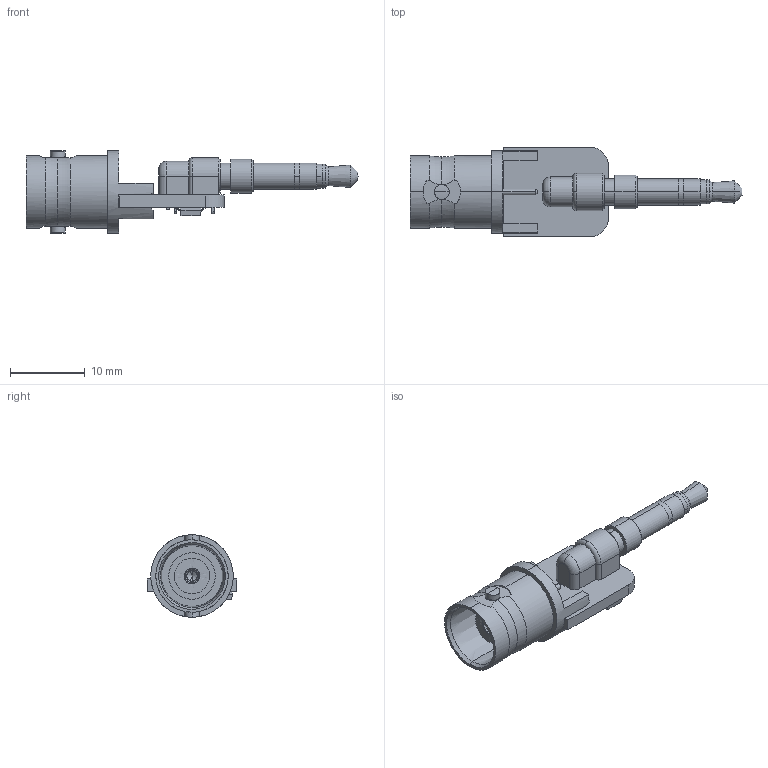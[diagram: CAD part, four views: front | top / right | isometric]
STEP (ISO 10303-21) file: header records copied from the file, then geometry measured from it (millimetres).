
FILE_DESCRIPTION(('Open CASCADE Model'),'2;1');
FILE_NAME('Open CASCADE Shape Model','2023-08-12T11:46:39',('Author'),( 'Open CASCADE'),'Open CASCADE STEP processor 7.5','Open CASCADE 7.5' ,'Unknown');
FILE_SCHEMA(('AUTOMOTIVE_DESIGN { 1 0 10303 214 1 1 1 1 }'));
Length unit declared in the file: millimetre
Products named in the file (20): PCB; Board; Open CASCADE STEP translator 7.5 5.1.1; D2; SOD-123; D1; J1; SP-3533-02; R2; Resistor 0402; User Library-R SMD 0402_0402 BODY; User Library-R SMD 0402_0402 PAD; User Library-R SMD 0402_0402 OPIS; J2; Amphenol 112640; R1; C1; Capacitor 0402; U1; SOT-23-6
Assembly tree (22 placements, depth 4):
  PCB
    Board
      Open CASCADE STEP translator 7.5 5.1.1
    D2
      SOD-123
    D1
      SOD-123
    J1
      SP-3533-02
    R2
      Resistor 0402
        User Library-R SMD 0402_0402 BODY
        User Library-R SMD 0402_0402 PAD  x2
        User Library-R SMD 0402_0402 OPIS
    J2
      Amphenol 112640
    R1
      Resistor 0402
        User Library-R SMD 0402_0402 BODY
        User Library-R SMD 0402_0402 PAD  x2
        User Library-R SMD 0402_0402 OPIS
    C1
      Capacitor 0402
    U1
      SOT-23-6
Bounding box: 44.32 x 12 x 11 mm (x, y, z)
Volume: 614.7 mm3; surface area: 2023.7 mm2
Topology: 18 solids, 21 shells, 602 faces, 1505 edges, 949 vertices
Faces by surface type: plane 336, cylinder 139, bspline 74, cone 29, sphere 16, torus 8
Entity records: 19166 total; most frequent: CARTESIAN_POINT 6002, ORIENTED_EDGE 2227, DIRECTION 1913, EDGE_CURVE 1132, VERTEX_POINT 715, AXIS2_PLACEMENT_3D 651, LINE 611, VECTOR 611
